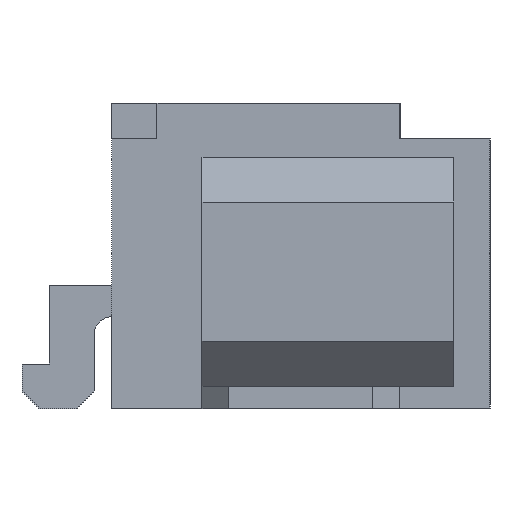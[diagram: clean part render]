
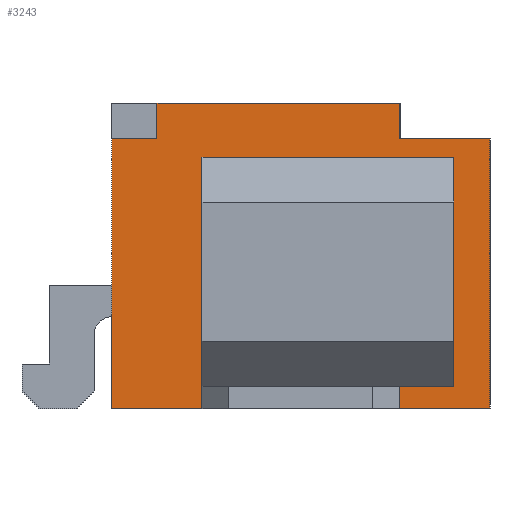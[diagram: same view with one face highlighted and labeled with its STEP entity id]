
A CAD part, left-side view. The second image highlights one B-rep face of the part: STEP entity #3243.
In plain terms, the highlighted planar face has unit normal (-1, 0, 0).
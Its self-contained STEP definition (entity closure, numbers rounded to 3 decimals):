
#787 = VERTEX_POINT('',#788);
#788 = CARTESIAN_POINT('',(-7.125,-2.6,0.));
#794 = EDGE_CURVE('',#787,#795,#797,.T.);
#795 = VERTEX_POINT('',#796);
#796 = CARTESIAN_POINT('',(-7.125,-2.6,3.));
#797 = LINE('',#798,#799);
#798 = CARTESIAN_POINT('',(-7.125,-2.6,0.));
#799 = VECTOR('',#800,1.);
#800 = DIRECTION('',(0.,0.,1.));
#1422 = VERTEX_POINT('',#1423);
#1423 = CARTESIAN_POINT('',(-7.125,1.6,3.));
#1429 = EDGE_CURVE('',#1430,#1422,#1432,.T.);
#1430 = VERTEX_POINT('',#1431);
#1431 = CARTESIAN_POINT('',(-7.125,1.6,0.));
#1432 = LINE('',#1433,#1434);
#1433 = CARTESIAN_POINT('',(-7.125,1.6,0.));
#1434 = VECTOR('',#1435,1.);
#1435 = DIRECTION('',(0.,0.,1.));
#2283 = VERTEX_POINT('',#2284);
#2284 = CARTESIAN_POINT('',(-7.125,1.1,3.4));
#2290 = EDGE_CURVE('',#2283,#2291,#2293,.T.);
#2291 = VERTEX_POINT('',#2292);
#2292 = CARTESIAN_POINT('',(-7.125,-1.6,3.4));
#2293 = LINE('',#2294,#2295);
#2294 = CARTESIAN_POINT('',(-7.125,1.6,3.4));
#2295 = VECTOR('',#2296,1.);
#2296 = DIRECTION('',(0.,-1.,0.));
#3188 = EDGE_CURVE('',#1430,#787,#3189,.T.);
#3189 = LINE('',#3190,#3191);
#3190 = CARTESIAN_POINT('',(-7.125,1.6,0.));
#3191 = VECTOR('',#3192,1.);
#3192 = DIRECTION('',(0.,-1.,0.));
#3223 = EDGE_CURVE('',#795,#3224,#3226,.T.);
#3224 = VERTEX_POINT('',#3225);
#3225 = CARTESIAN_POINT('',(-7.125,-1.6,3.));
#3226 = LINE('',#3227,#3228);
#3227 = CARTESIAN_POINT('',(-7.125,-2.6,3.));
#3228 = VECTOR('',#3229,1.);
#3229 = DIRECTION('',(0.,1.,0.));
#3243 = ADVANCED_FACE('',(#3244,#3271),#3353,.F.);
#3244 = FACE_BOUND('',#3245,.F.);
#3245 = EDGE_LOOP('',(#3246,#3247,#3248,#3256,#3262,#3263,#3269,#3270));
#3246 = ORIENTED_EDGE('',*,*,#3188,.F.);
#3247 = ORIENTED_EDGE('',*,*,#1429,.T.);
#3248 = ORIENTED_EDGE('',*,*,#3249,.T.);
#3249 = EDGE_CURVE('',#1422,#3250,#3252,.T.);
#3250 = VERTEX_POINT('',#3251);
#3251 = CARTESIAN_POINT('',(-7.125,1.1,3.));
#3252 = LINE('',#3253,#3254);
#3253 = CARTESIAN_POINT('',(-7.125,1.6,3.));
#3254 = VECTOR('',#3255,1.);
#3255 = DIRECTION('',(0.,-1.,0.));
#3256 = ORIENTED_EDGE('',*,*,#3257,.F.);
#3257 = EDGE_CURVE('',#2283,#3250,#3258,.T.);
#3258 = LINE('',#3259,#3260);
#3259 = CARTESIAN_POINT('',(-7.125,1.1,3.4));
#3260 = VECTOR('',#3261,1.);
#3261 = DIRECTION('',(-0.,-0.,-1.));
#3262 = ORIENTED_EDGE('',*,*,#2290,.T.);
#3263 = ORIENTED_EDGE('',*,*,#3264,.T.);
#3264 = EDGE_CURVE('',#2291,#3224,#3265,.T.);
#3265 = LINE('',#3266,#3267);
#3266 = CARTESIAN_POINT('',(-7.125,-1.6,3.4));
#3267 = VECTOR('',#3268,1.);
#3268 = DIRECTION('',(0.,0.,-1.));
#3269 = ORIENTED_EDGE('',*,*,#3223,.F.);
#3270 = ORIENTED_EDGE('',*,*,#794,.F.);
#3271 = FACE_BOUND('',#3272,.F.);
#3272 = EDGE_LOOP('',(#3273,#3283,#3291,#3299,#3307,#3315,#3323,#3331,
#3339,#3347));
#3273 = ORIENTED_EDGE('',*,*,#3274,.F.);
#3274 = EDGE_CURVE('',#3275,#3277,#3279,.T.);
#3275 = VERTEX_POINT('',#3276);
#3276 = CARTESIAN_POINT('',(-7.125,0.6,2.8));
#3277 = VERTEX_POINT('',#3278);
#3278 = CARTESIAN_POINT('',(-7.125,-2.2,2.8));
#3279 = LINE('',#3280,#3281);
#3280 = CARTESIAN_POINT('',(-7.125,0.6,2.8));
#3281 = VECTOR('',#3282,1.);
#3282 = DIRECTION('',(0.,-1.,0.));
#3283 = ORIENTED_EDGE('',*,*,#3284,.T.);
#3284 = EDGE_CURVE('',#3275,#3285,#3287,.T.);
#3285 = VERTEX_POINT('',#3286);
#3286 = CARTESIAN_POINT('',(-7.125,0.6,1.6));
#3287 = LINE('',#3288,#3289);
#3288 = CARTESIAN_POINT('',(-7.125,0.6,2.8));
#3289 = VECTOR('',#3290,1.);
#3290 = DIRECTION('',(0.,0.,-1.));
#3291 = ORIENTED_EDGE('',*,*,#3292,.T.);
#3292 = EDGE_CURVE('',#3285,#3293,#3295,.T.);
#3293 = VERTEX_POINT('',#3294);
#3294 = CARTESIAN_POINT('',(-7.125,-1.6,1.6));
#3295 = LINE('',#3296,#3297);
#3296 = CARTESIAN_POINT('',(-7.125,0.6,1.6));
#3297 = VECTOR('',#3298,1.);
#3298 = DIRECTION('',(0.,-1.,0.));
#3299 = ORIENTED_EDGE('',*,*,#3300,.T.);
#3300 = EDGE_CURVE('',#3293,#3301,#3303,.T.);
#3301 = VERTEX_POINT('',#3302);
#3302 = CARTESIAN_POINT('',(-7.125,-1.6,1.25));
#3303 = LINE('',#3304,#3305);
#3304 = CARTESIAN_POINT('',(-7.125,-1.6,1.6));
#3305 = VECTOR('',#3306,1.);
#3306 = DIRECTION('',(0.,0.,-1.));
#3307 = ORIENTED_EDGE('',*,*,#3308,.F.);
#3308 = EDGE_CURVE('',#3309,#3301,#3311,.T.);
#3309 = VERTEX_POINT('',#3310);
#3310 = CARTESIAN_POINT('',(-7.125,0.6,1.25));
#3311 = LINE('',#3312,#3313);
#3312 = CARTESIAN_POINT('',(-7.125,0.6,1.25));
#3313 = VECTOR('',#3314,1.);
#3314 = DIRECTION('',(0.,-1.,0.));
#3315 = ORIENTED_EDGE('',*,*,#3316,.T.);
#3316 = EDGE_CURVE('',#3309,#3317,#3319,.T.);
#3317 = VERTEX_POINT('',#3318);
#3318 = CARTESIAN_POINT('',(-7.125,0.6,0.35));
#3319 = LINE('',#3320,#3321);
#3320 = CARTESIAN_POINT('',(-7.125,0.6,1.25));
#3321 = VECTOR('',#3322,1.);
#3322 = DIRECTION('',(0.,0.,-1.));
#3323 = ORIENTED_EDGE('',*,*,#3324,.T.);
#3324 = EDGE_CURVE('',#3317,#3325,#3327,.T.);
#3325 = VERTEX_POINT('',#3326);
#3326 = CARTESIAN_POINT('',(-7.125,-1.6,0.35));
#3327 = LINE('',#3328,#3329);
#3328 = CARTESIAN_POINT('',(-7.125,0.6,0.35));
#3329 = VECTOR('',#3330,1.);
#3330 = DIRECTION('',(0.,-1.,0.));
#3331 = ORIENTED_EDGE('',*,*,#3332,.T.);
#3332 = EDGE_CURVE('',#3325,#3333,#3335,.T.);
#3333 = VERTEX_POINT('',#3334);
#3334 = CARTESIAN_POINT('',(-7.125,-1.6,0.25));
#3335 = LINE('',#3336,#3337);
#3336 = CARTESIAN_POINT('',(-7.125,-1.6,1.6));
#3337 = VECTOR('',#3338,1.);
#3338 = DIRECTION('',(0.,0.,-1.));
#3339 = ORIENTED_EDGE('',*,*,#3340,.T.);
#3340 = EDGE_CURVE('',#3333,#3341,#3343,.T.);
#3341 = VERTEX_POINT('',#3342);
#3342 = CARTESIAN_POINT('',(-7.125,-2.2,0.25));
#3343 = LINE('',#3344,#3345);
#3344 = CARTESIAN_POINT('',(-7.125,0.6,0.25));
#3345 = VECTOR('',#3346,1.);
#3346 = DIRECTION('',(0.,-1.,0.));
#3347 = ORIENTED_EDGE('',*,*,#3348,.F.);
#3348 = EDGE_CURVE('',#3277,#3341,#3349,.T.);
#3349 = LINE('',#3350,#3351);
#3350 = CARTESIAN_POINT('',(-7.125,-2.2,2.8));
#3351 = VECTOR('',#3352,1.);
#3352 = DIRECTION('',(0.,0.,-1.));
#3353 = PLANE('',#3354);
#3354 = AXIS2_PLACEMENT_3D('',#3355,#3356,#3357);
#3355 = CARTESIAN_POINT('',(-7.125,1.6,0.));
#3356 = DIRECTION('',(1.,0.,0.));
#3357 = DIRECTION('',(0.,-1.,0.));
